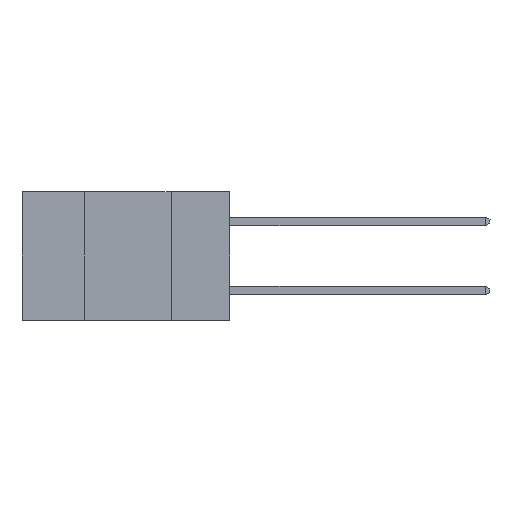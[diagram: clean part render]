
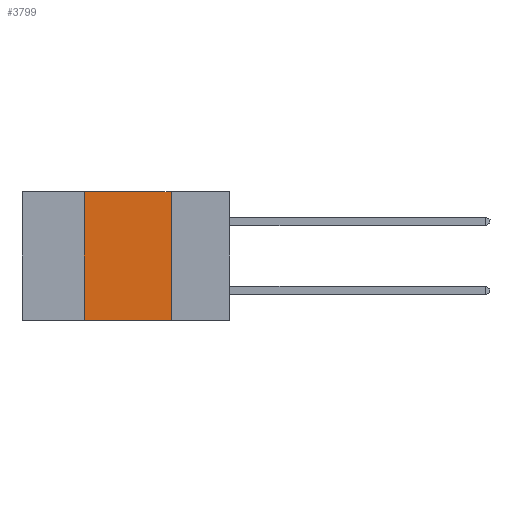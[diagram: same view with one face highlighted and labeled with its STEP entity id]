
A CAD part, left-side view. The second image highlights one B-rep face of the part: STEP entity #3799.
In plain terms, the highlighted planar face has unit normal (-1, 0, 0).
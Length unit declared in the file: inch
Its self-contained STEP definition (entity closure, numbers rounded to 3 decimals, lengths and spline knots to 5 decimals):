
#119 = ORIENTED_EDGE ( 'NONE', *, *, #1125, .F. ) ;
#343 = VECTOR ( 'NONE', #10333, 39.37008 ) ;
#654 = LINE ( 'NONE', #8731, #7765 ) ;
#1125 = EDGE_CURVE ( 'NONE', #9651, #3778, #9394, .T. ) ;
#1978 = FACE_OUTER_BOUND ( 'NONE', #8862, .T. ) ;
#2103 = CARTESIAN_POINT ( 'NONE',  ( 0., 0.6, -0.37 ) ) ;
#2229 = DIRECTION ( 'NONE',  ( 0., 0., 1. ) ) ;
#3342 = ORIENTED_EDGE ( 'NONE', *, *, #4659, .F. ) ;
#3778 = VERTEX_POINT ( 'NONE', #11126 ) ;
#3799 = ADVANCED_FACE ( 'NONE', ( #1978 ), #4891, .F. ) ;
#4008 = VECTOR ( 'NONE', #5747, 39.37008 ) ;
#4191 = VERTEX_POINT ( 'NONE', #4574 ) ;
#4537 = ORIENTED_EDGE ( 'NONE', *, *, #7484, .T. ) ;
#4574 = CARTESIAN_POINT ( 'NONE',  ( 0., 0.42, 0. ) ) ;
#4659 = EDGE_CURVE ( 'NONE', #10748, #4191, #10366, .T. ) ;
#4709 = CARTESIAN_POINT ( 'NONE',  ( 0., 0.6, 0. ) ) ;
#4891 = PLANE ( 'NONE',  #8343 ) ;
#5621 = EDGE_CURVE ( 'NONE', #4191, #9651, #654, .T. ) ;
#5747 = DIRECTION ( 'NONE',  ( 0., -1., 0. ) ) ;
#5834 = CARTESIAN_POINT ( 'NONE',  ( 0., 0.17, -0.37 ) ) ;
#7480 = CARTESIAN_POINT ( 'NONE',  ( 0., 0.42, -0.37 ) ) ;
#7484 = EDGE_CURVE ( 'NONE', #10748, #3778, #10244, .T. ) ;
#7765 = VECTOR ( 'NONE', #11286, 39.37008 ) ;
#8079 = VECTOR ( 'NONE', #2229, 39.37008 ) ;
#8142 = ORIENTED_EDGE ( 'NONE', *, *, #5621, .F. ) ;
#8343 = AXIS2_PLACEMENT_3D ( 'NONE', #4709, #9348, #8460 ) ;
#8460 = DIRECTION ( 'NONE',  ( 0., 0., -1. ) ) ;
#8731 = CARTESIAN_POINT ( 'NONE',  ( 0., 0.6, 0. ) ) ;
#8862 = EDGE_LOOP ( 'NONE', ( #119, #8142, #3342, #4537 ) ) ;
#8999 = CARTESIAN_POINT ( 'NONE',  ( 0., 0.42, -0.37 ) ) ;
#9348 = DIRECTION ( 'NONE',  ( 1., 0., 0. ) ) ;
#9394 = LINE ( 'NONE', #5834, #343 ) ;
#9651 = VERTEX_POINT ( 'NONE', #10146 ) ;
#10146 = CARTESIAN_POINT ( 'NONE',  ( 0., 0.17, 0. ) ) ;
#10244 = LINE ( 'NONE', #2103, #4008 ) ;
#10333 = DIRECTION ( 'NONE',  ( 0., 0., -1. ) ) ;
#10366 = LINE ( 'NONE', #7480, #8079 ) ;
#10748 = VERTEX_POINT ( 'NONE', #8999 ) ;
#11126 = CARTESIAN_POINT ( 'NONE',  ( 0., 0.17, -0.37 ) ) ;
#11286 = DIRECTION ( 'NONE',  ( 0., -1., 0. ) ) ;
